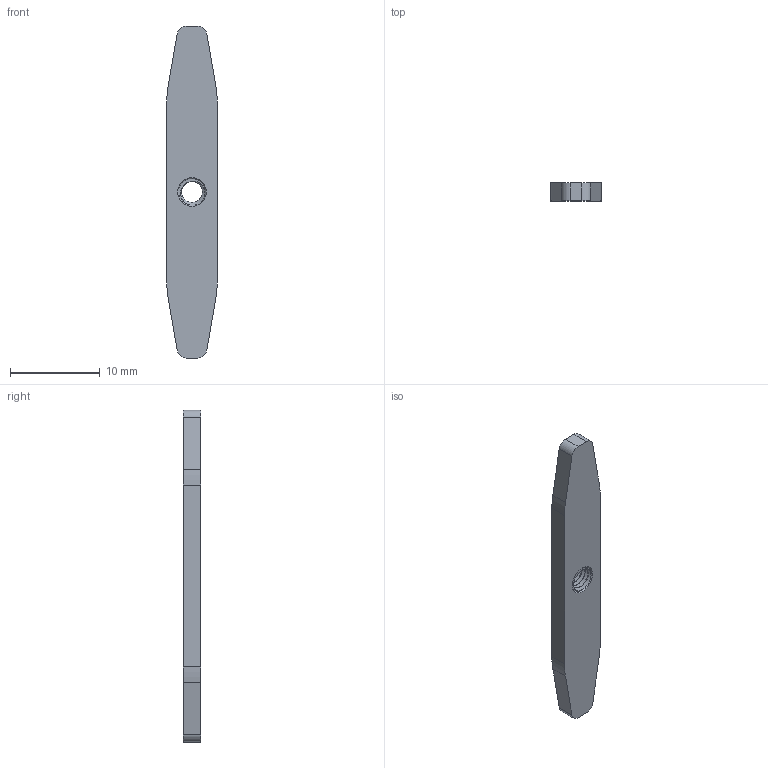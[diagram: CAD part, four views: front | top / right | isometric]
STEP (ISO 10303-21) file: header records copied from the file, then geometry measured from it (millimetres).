
FILE_DESCRIPTION(/* description */ (''),/* implementation_level */ '2;1');
FILE_NAME(/* name */ 'translationalstage_holderplate_mk1.stp',/* time_stamp */ '2024-10-03T10:47:33+02:00',/* author */ ('Rik'),/* organization */ (''),/* preprocessor_version */ 'ST-DEVELOPER v19.2',/* originating_system */ 'Autodesk Inventor 2024',/* authorisation */ '');
FILE_SCHEMA (('AUTOMOTIVE_DESIGN { 1 0 10303 214 3 1 1 }'));
Length unit declared in the file: millimetre
Products named in the file (1): translationalstages_holderplate_mk1
Bounding box: 5.6 x 2 x 37 mm (x, y, z)
Volume: 362.3 mm3; surface area: 548.8 mm2
Topology: 1 solids, 1 shells, 30 faces, 80 edges, 52 vertices
Faces by surface type: cylinder 13, plane 12, bspline 3, cone 2
Full cylindrical faces by diameter (mm): 3 x3
Entity records: 3477 total; most frequent: CARTESIAN_POINT 2662, ORIENTED_EDGE 160, DIRECTION 146, EDGE_CURVE 80, AXIS2_PLACEMENT_3D 54, VERTEX_POINT 52, LINE 38, VECTOR 38
